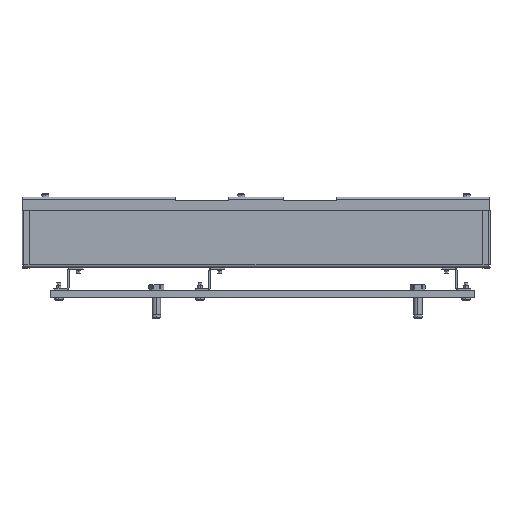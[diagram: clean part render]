
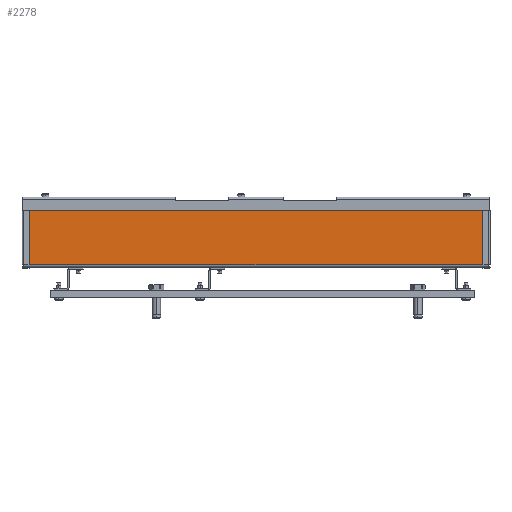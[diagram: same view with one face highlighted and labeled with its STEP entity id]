
A CAD part, left-side view. The second image highlights one B-rep face of the part: STEP entity #2278.
In plain terms, the highlighted planar face has unit normal (-1, 0, 0).
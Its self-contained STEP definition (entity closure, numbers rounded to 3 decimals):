
#2278=ADVANCED_FACE('',(#4336),#4337,.T.);
#4336=FACE_OUTER_BOUND('',#6331,.T.);
#4337=PLANE('',#6332);
#6331=EDGE_LOOP('',(#11601,#11602,#11603,#11604,#11605,#11606));
#6332=AXIS2_PLACEMENT_3D('',#11607,#11608,#11609);
#11601=ORIENTED_EDGE('',*,*,#14049,.T.);
#11602=ORIENTED_EDGE('',*,*,#13958,.F.);
#11603=ORIENTED_EDGE('',*,*,#13954,.T.);
#11604=ORIENTED_EDGE('',*,*,#14052,.F.);
#11605=ORIENTED_EDGE('',*,*,#13919,.F.);
#11606=ORIENTED_EDGE('',*,*,#13939,.T.);
#11607=CARTESIAN_POINT('',(1.6,659.5,113.85));
#11608=DIRECTION('',(-1.0,0.0,0.0));
#11609=DIRECTION('',(0.0,0.0,-1.0));
#13919=EDGE_CURVE('',#17026,#17021,#17028,.T.);
#13939=EDGE_CURVE('',#17026,#17056,#17058,.T.);
#13954=EDGE_CURVE('',#17080,#17078,#17081,.T.);
#13958=EDGE_CURVE('',#17080,#17086,#17087,.T.);
#14049=EDGE_CURVE('',#17056,#17086,#17204,.T.);
#14052=EDGE_CURVE('',#17021,#17078,#17207,.T.);
#17021=VERTEX_POINT('',#21443);
#17026=VERTEX_POINT('',#21449);
#17028=LINE('',#21451,#21452);
#17056=VERTEX_POINT('',#21491);
#17058=LINE('',#21494,#21495);
#17078=VERTEX_POINT('',#21524);
#17080=VERTEX_POINT('',#21526);
#17081=LINE('',#21527,#21528);
#17086=VERTEX_POINT('',#21534);
#17087=LINE('',#21535,#21536);
#17204=LINE('',#21697,#21698);
#17207=LINE('',#21702,#21703);
#21443=CARTESIAN_POINT('',(1.6,660.45,152.1));
#21449=CARTESIAN_POINT('',(1.6,660.45,75.6));
#21451=CARTESIAN_POINT('',(1.6,660.45,75.6));
#21452=VECTOR('',#23977,1.0);
#21491=CARTESIAN_POINT('',(1.6,659.5,75.6));
#21494=CARTESIAN_POINT('',(1.6,660.45,75.6));
#21495=VECTOR('',#23996,1.0);
#21524=CARTESIAN_POINT('',(1.6,1.55,152.1));
#21526=CARTESIAN_POINT('',(1.6,1.55,75.6));
#21527=CARTESIAN_POINT('',(1.6,1.55,75.6));
#21528=VECTOR('',#24009,1.0);
#21534=CARTESIAN_POINT('',(1.6,2.5,75.6));
#21535=CARTESIAN_POINT('',(1.6,1.55,75.6));
#21536=VECTOR('',#24014,1.0);
#21697=CARTESIAN_POINT('',(1.6,659.5,75.6));
#21698=VECTOR('',#24101,1.0);
#21702=CARTESIAN_POINT('',(1.6,659.5,152.1));
#21703=VECTOR('',#24103,1.0);
#23977=DIRECTION('',(0.0,0.0,1.0));
#23996=DIRECTION('',(0.0,-1.0,0.0));
#24009=DIRECTION('',(0.0,0.0,1.0));
#24014=DIRECTION('',(0.0,1.0,0.0));
#24101=DIRECTION('',(0.0,-1.0,0.0));
#24103=DIRECTION('',(0.0,-1.0,0.0));
